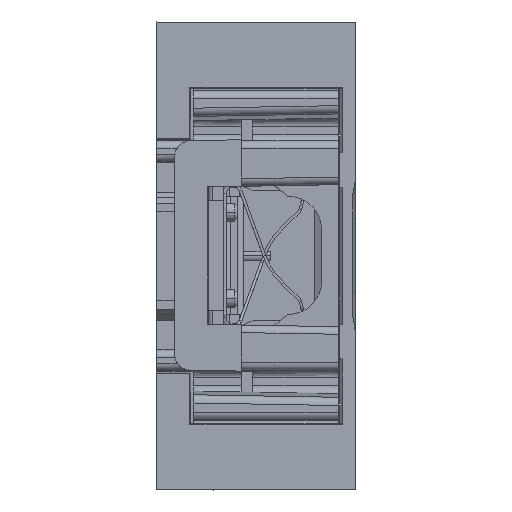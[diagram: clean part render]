
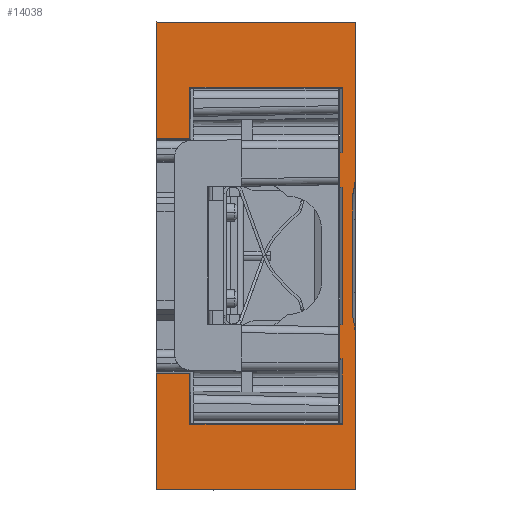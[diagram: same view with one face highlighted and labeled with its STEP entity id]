
A CAD part, top view. The second image highlights one B-rep face of the part: STEP entity #14038.
In plain terms, the highlighted planar face has unit normal (0, 0, 1).
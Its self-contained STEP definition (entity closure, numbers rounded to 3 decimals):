
#13865=AXIS2_PLACEMENT_3D('Plane Axis2P3D',#13862,#13863,#13864) ;
#13012=CARTESIAN_POINT('Line Origine',(7.25,0.,39.85)) ;
#13016=CARTESIAN_POINT('Vertex',(14.5,0.,39.85)) ;
#13018=CARTESIAN_POINT('Vertex',(0.,0.,39.85)) ;
#13275=CARTESIAN_POINT('Vertex',(14.5,11.366,39.85)) ;
#13278=CARTESIAN_POINT('Line Origine',(14.5,5.683,39.85)) ;
#13524=CARTESIAN_POINT('Line Origine',(0.,4.236,39.85)) ;
#13528=CARTESIAN_POINT('Vertex',(0.,8.473,39.85)) ;
#13862=CARTESIAN_POINT('Axis2P3D Location',(10.925,34.,39.85)) ;
#13867=CARTESIAN_POINT('Line Origine',(1.224,25.527,39.85)) ;
#13871=CARTESIAN_POINT('Vertex',(2.448,25.527,39.85)) ;
#13873=CARTESIAN_POINT('Vertex',(0.,25.527,39.85)) ;
#13876=CARTESIAN_POINT('Line Origine',(2.448,27.39,39.85)) ;
#13880=CARTESIAN_POINT('Vertex',(2.448,29.252,39.85)) ;
#13883=CARTESIAN_POINT('Line Origine',(7.989,29.252,39.85)) ;
#13887=CARTESIAN_POINT('Vertex',(13.53,29.252,39.85)) ;
#13890=CARTESIAN_POINT('Line Origine',(13.53,26.876,39.85)) ;
#13894=CARTESIAN_POINT('Vertex',(13.53,24.5,39.85)) ;
#13897=CARTESIAN_POINT('Line Origine',(13.427,24.5,39.85)) ;
#13901=CARTESIAN_POINT('Vertex',(13.325,24.5,39.85)) ;
#13904=CARTESIAN_POINT('Line Origine',(13.325,23.25,39.85)) ;
#13908=CARTESIAN_POINT('Vertex',(13.325,22.,39.85)) ;
#13911=CARTESIAN_POINT('Line Origine',(13.427,22.,39.85)) ;
#13915=CARTESIAN_POINT('Vertex',(13.53,22.,39.85)) ;
#13918=CARTESIAN_POINT('Line Origine',(13.53,17.,39.85)) ;
#13922=CARTESIAN_POINT('Vertex',(13.53,12.,39.85)) ;
#13925=CARTESIAN_POINT('Line Origine',(13.427,12.,39.85)) ;
#13929=CARTESIAN_POINT('Vertex',(13.325,12.,39.85)) ;
#13932=CARTESIAN_POINT('Line Origine',(13.325,10.75,39.85)) ;
#13936=CARTESIAN_POINT('Vertex',(13.325,9.5,39.85)) ;
#13939=CARTESIAN_POINT('Line Origine',(13.427,9.5,39.85)) ;
#13943=CARTESIAN_POINT('Vertex',(13.53,9.5,39.85)) ;
#13946=CARTESIAN_POINT('Line Origine',(13.53,7.124,39.85)) ;
#13950=CARTESIAN_POINT('Vertex',(13.53,4.748,39.85)) ;
#13953=CARTESIAN_POINT('Line Origine',(7.989,4.748,39.85)) ;
#13957=CARTESIAN_POINT('Vertex',(2.448,4.748,39.85)) ;
#13960=CARTESIAN_POINT('Line Origine',(2.448,6.61,39.85)) ;
#13964=CARTESIAN_POINT('Vertex',(2.448,8.473,39.85)) ;
#13967=CARTESIAN_POINT('Line Origine',(1.224,8.473,39.85)) ;
#13972=CARTESIAN_POINT('Line Origine',(14.4,11.933,39.85)) ;
#13976=CARTESIAN_POINT('Vertex',(14.3,12.5,39.85)) ;
#13979=CARTESIAN_POINT('Line Origine',(14.3,17.,39.85)) ;
#13983=CARTESIAN_POINT('Vertex',(14.3,21.5,39.85)) ;
#13986=CARTESIAN_POINT('Line Origine',(14.4,22.067,39.85)) ;
#13990=CARTESIAN_POINT('Vertex',(14.5,22.634,39.85)) ;
#13993=CARTESIAN_POINT('Line Origine',(14.5,28.317,39.85)) ;
#13997=CARTESIAN_POINT('Vertex',(14.5,34.,39.85)) ;
#14000=CARTESIAN_POINT('Line Origine',(7.25,34.,39.85)) ;
#14004=CARTESIAN_POINT('Vertex',(0.,34.,39.85)) ;
#14007=CARTESIAN_POINT('Line Origine',(0.,29.764,39.85)) ;
#13013=DIRECTION('Vector Direction',(-1.,0.,0.)) ;
#13279=DIRECTION('Vector Direction',(0.,1.,0.)) ;
#13525=DIRECTION('Vector Direction',(0.,1.,0.)) ;
#13863=DIRECTION('Axis2P3D Direction',(-0.,-0.,-1.)) ;
#13864=DIRECTION('Axis2P3D XDirection',(0.,-1.,0.)) ;
#13868=DIRECTION('Vector Direction',(1.,0.,0.)) ;
#13877=DIRECTION('Vector Direction',(0.,1.,0.)) ;
#13884=DIRECTION('Vector Direction',(-1.,0.,0.)) ;
#13891=DIRECTION('Vector Direction',(0.,1.,0.)) ;
#13898=DIRECTION('Vector Direction',(1.,0.,0.)) ;
#13905=DIRECTION('Vector Direction',(0.,-1.,0.)) ;
#13912=DIRECTION('Vector Direction',(-1.,0.,0.)) ;
#13919=DIRECTION('Vector Direction',(0.,1.,0.)) ;
#13926=DIRECTION('Vector Direction',(1.,0.,0.)) ;
#13933=DIRECTION('Vector Direction',(0.,-1.,0.)) ;
#13940=DIRECTION('Vector Direction',(-1.,0.,0.)) ;
#13947=DIRECTION('Vector Direction',(0.,1.,0.)) ;
#13954=DIRECTION('Vector Direction',(1.,0.,0.)) ;
#13961=DIRECTION('Vector Direction',(0.,1.,0.)) ;
#13968=DIRECTION('Vector Direction',(1.,0.,0.)) ;
#13973=DIRECTION('Vector Direction',(-0.174,0.985,0.)) ;
#13980=DIRECTION('Vector Direction',(0.,-1.,0.)) ;
#13987=DIRECTION('Vector Direction',(-0.174,-0.985,0.)) ;
#13994=DIRECTION('Vector Direction',(0.,1.,0.)) ;
#14001=DIRECTION('Vector Direction',(-1.,0.,0.)) ;
#14008=DIRECTION('Vector Direction',(0.,1.,0.)) ;
#13014=VECTOR('Line Direction',#13013,1.) ;
#13280=VECTOR('Line Direction',#13279,1.) ;
#13526=VECTOR('Line Direction',#13525,1.) ;
#13869=VECTOR('Line Direction',#13868,1.) ;
#13878=VECTOR('Line Direction',#13877,1.) ;
#13885=VECTOR('Line Direction',#13884,1.) ;
#13892=VECTOR('Line Direction',#13891,1.) ;
#13899=VECTOR('Line Direction',#13898,1.) ;
#13906=VECTOR('Line Direction',#13905,1.) ;
#13913=VECTOR('Line Direction',#13912,1.) ;
#13920=VECTOR('Line Direction',#13919,1.) ;
#13927=VECTOR('Line Direction',#13926,1.) ;
#13934=VECTOR('Line Direction',#13933,1.) ;
#13941=VECTOR('Line Direction',#13940,1.) ;
#13948=VECTOR('Line Direction',#13947,1.) ;
#13955=VECTOR('Line Direction',#13954,1.) ;
#13962=VECTOR('Line Direction',#13961,1.) ;
#13969=VECTOR('Line Direction',#13968,1.) ;
#13974=VECTOR('Line Direction',#13973,1.) ;
#13981=VECTOR('Line Direction',#13980,1.) ;
#13988=VECTOR('Line Direction',#13987,1.) ;
#13995=VECTOR('Line Direction',#13994,1.) ;
#14002=VECTOR('Line Direction',#14001,1.) ;
#14009=VECTOR('Line Direction',#14008,1.) ;
#14013=ORIENTED_EDGE('',*,*,#13875,.F.) ;
#14014=ORIENTED_EDGE('',*,*,#13882,.F.) ;
#14015=ORIENTED_EDGE('',*,*,#13889,.T.) ;
#14016=ORIENTED_EDGE('',*,*,#13896,.F.) ;
#14017=ORIENTED_EDGE('',*,*,#13903,.F.) ;
#14018=ORIENTED_EDGE('',*,*,#13910,.T.) ;
#14019=ORIENTED_EDGE('',*,*,#13917,.F.) ;
#14020=ORIENTED_EDGE('',*,*,#13924,.F.) ;
#14021=ORIENTED_EDGE('',*,*,#13931,.F.) ;
#14022=ORIENTED_EDGE('',*,*,#13938,.T.) ;
#14023=ORIENTED_EDGE('',*,*,#13945,.F.) ;
#14024=ORIENTED_EDGE('',*,*,#13952,.F.) ;
#14025=ORIENTED_EDGE('',*,*,#13959,.F.) ;
#14026=ORIENTED_EDGE('',*,*,#13966,.F.) ;
#14027=ORIENTED_EDGE('',*,*,#13971,.F.) ;
#14028=ORIENTED_EDGE('',*,*,#13530,.T.) ;
#14029=ORIENTED_EDGE('',*,*,#13020,.F.) ;
#14030=ORIENTED_EDGE('',*,*,#13282,.T.) ;
#14031=ORIENTED_EDGE('',*,*,#13978,.T.) ;
#14032=ORIENTED_EDGE('',*,*,#13985,.T.) ;
#14033=ORIENTED_EDGE('',*,*,#13992,.T.) ;
#14034=ORIENTED_EDGE('',*,*,#13999,.T.) ;
#14035=ORIENTED_EDGE('',*,*,#14006,.T.) ;
#14036=ORIENTED_EDGE('',*,*,#14011,.T.) ;
#14038=ADVANCED_FACE('66702_KOTR_HDC_MRJ45_PI.1\\Koerper.2',(#14037),#13866,.F.) ;
#13020=EDGE_CURVE('',#13017,#13019,#13015,.T.) ;
#13282=EDGE_CURVE('',#13017,#13276,#13281,.T.) ;
#13530=EDGE_CURVE('',#13529,#13019,#13527,.F.) ;
#13875=EDGE_CURVE('',#13872,#13874,#13870,.F.) ;
#13882=EDGE_CURVE('',#13881,#13872,#13879,.F.) ;
#13889=EDGE_CURVE('',#13881,#13888,#13886,.F.) ;
#13896=EDGE_CURVE('',#13895,#13888,#13893,.T.) ;
#13903=EDGE_CURVE('',#13902,#13895,#13900,.T.) ;
#13910=EDGE_CURVE('',#13902,#13909,#13907,.T.) ;
#13917=EDGE_CURVE('',#13916,#13909,#13914,.T.) ;
#13924=EDGE_CURVE('',#13923,#13916,#13921,.T.) ;
#13931=EDGE_CURVE('',#13930,#13923,#13928,.T.) ;
#13938=EDGE_CURVE('',#13930,#13937,#13935,.T.) ;
#13945=EDGE_CURVE('',#13944,#13937,#13942,.T.) ;
#13952=EDGE_CURVE('',#13951,#13944,#13949,.T.) ;
#13959=EDGE_CURVE('',#13958,#13951,#13956,.T.) ;
#13966=EDGE_CURVE('',#13965,#13958,#13963,.F.) ;
#13971=EDGE_CURVE('',#13529,#13965,#13970,.T.) ;
#13978=EDGE_CURVE('',#13276,#13977,#13975,.T.) ;
#13985=EDGE_CURVE('',#13977,#13984,#13982,.F.) ;
#13992=EDGE_CURVE('',#13984,#13991,#13989,.F.) ;
#13999=EDGE_CURVE('',#13991,#13998,#13996,.T.) ;
#14006=EDGE_CURVE('',#13998,#14005,#14003,.T.) ;
#14011=EDGE_CURVE('',#14005,#13874,#14010,.F.) ;
#14012=EDGE_LOOP('',(#14013,#14014,#14015,#14016,#14017,#14018,#14019,#14020,#14021,#14022,#14023,#14024,#14025,#14026,#14027,#14028,#14029,#14030,#14031,#14032,#14033,#14034,#14035,#14036)) ;
#14037=FACE_OUTER_BOUND('',#14012,.T.) ;
#13015=LINE('Line',#13012,#13014) ;
#13281=LINE('Line',#13278,#13280) ;
#13527=LINE('Line',#13524,#13526) ;
#13870=LINE('Line',#13867,#13869) ;
#13879=LINE('Line',#13876,#13878) ;
#13886=LINE('Line',#13883,#13885) ;
#13893=LINE('Line',#13890,#13892) ;
#13900=LINE('Line',#13897,#13899) ;
#13907=LINE('Line',#13904,#13906) ;
#13914=LINE('Line',#13911,#13913) ;
#13921=LINE('Line',#13918,#13920) ;
#13928=LINE('Line',#13925,#13927) ;
#13935=LINE('Line',#13932,#13934) ;
#13942=LINE('Line',#13939,#13941) ;
#13949=LINE('Line',#13946,#13948) ;
#13956=LINE('Line',#13953,#13955) ;
#13963=LINE('Line',#13960,#13962) ;
#13970=LINE('Line',#13967,#13969) ;
#13975=LINE('Line',#13972,#13974) ;
#13982=LINE('Line',#13979,#13981) ;
#13989=LINE('Line',#13986,#13988) ;
#13996=LINE('Line',#13993,#13995) ;
#14003=LINE('Line',#14000,#14002) ;
#14010=LINE('Line',#14007,#14009) ;
#13866=PLANE('',#13865) ;
#13017=VERTEX_POINT('',#13016) ;
#13019=VERTEX_POINT('',#13018) ;
#13276=VERTEX_POINT('',#13275) ;
#13529=VERTEX_POINT('',#13528) ;
#13872=VERTEX_POINT('',#13871) ;
#13874=VERTEX_POINT('',#13873) ;
#13881=VERTEX_POINT('',#13880) ;
#13888=VERTEX_POINT('',#13887) ;
#13895=VERTEX_POINT('',#13894) ;
#13902=VERTEX_POINT('',#13901) ;
#13909=VERTEX_POINT('',#13908) ;
#13916=VERTEX_POINT('',#13915) ;
#13923=VERTEX_POINT('',#13922) ;
#13930=VERTEX_POINT('',#13929) ;
#13937=VERTEX_POINT('',#13936) ;
#13944=VERTEX_POINT('',#13943) ;
#13951=VERTEX_POINT('',#13950) ;
#13958=VERTEX_POINT('',#13957) ;
#13965=VERTEX_POINT('',#13964) ;
#13977=VERTEX_POINT('',#13976) ;
#13984=VERTEX_POINT('',#13983) ;
#13991=VERTEX_POINT('',#13990) ;
#13998=VERTEX_POINT('',#13997) ;
#14005=VERTEX_POINT('',#14004) ;
